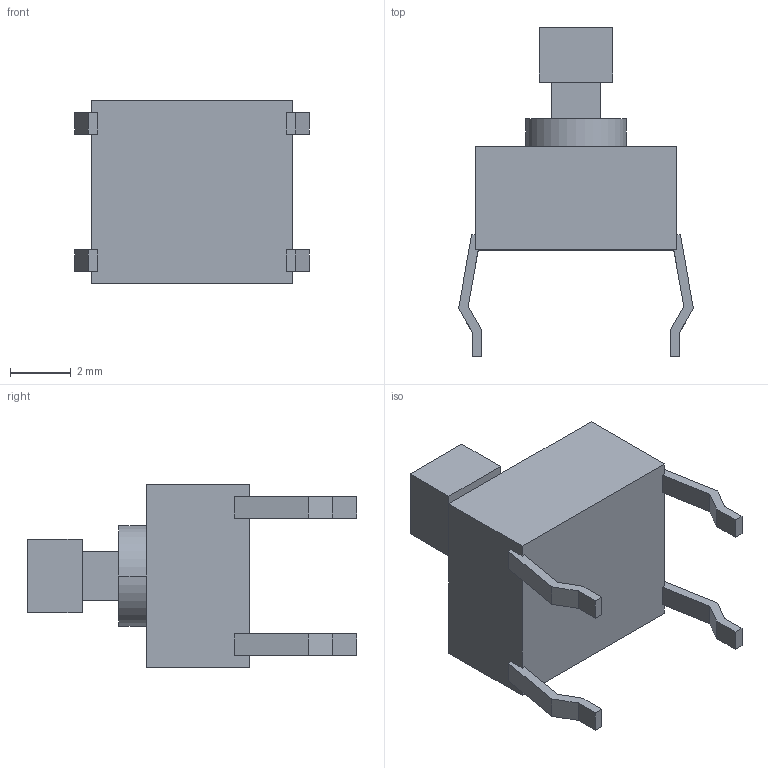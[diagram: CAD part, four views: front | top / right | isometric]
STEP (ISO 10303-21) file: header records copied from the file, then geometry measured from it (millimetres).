
FILE_DESCRIPTION(('STEP AP242'),'1');
FILE_NAME('b3w-1050.stp','2020-08-18T17:55:13',('TraceParts'),('TraceParts S.A.'),'Spatial InterOp 3D',' ',' ');
FILE_SCHEMA(('AP242_MANAGED_MODEL_BASED_3D_ENGINEERING_MIM_LF {1 0 10303 442 1 1 4}'));
Length unit declared in the file: millimetre
Products named in the file (1): b3w-1050
Bounding box: 7.7 x 10.8 x 6 mm (x, y, z)
Volume: 159.1 mm3; surface area: 236.4 mm2
Topology: 1 solids, 1 shells, 59 faces, 162 edges, 108 vertices
Faces by surface type: plane 57, cylinder 2
Entity records: 2328 total; most frequent: CARTESIAN_POINT 330, ORIENTED_EDGE 324, DIRECTION 286, EDGE_CURVE 162, LINE 158, VECTOR 158, VERTEX_POINT 108, AXIS2_PLACEMENT_3D 64
